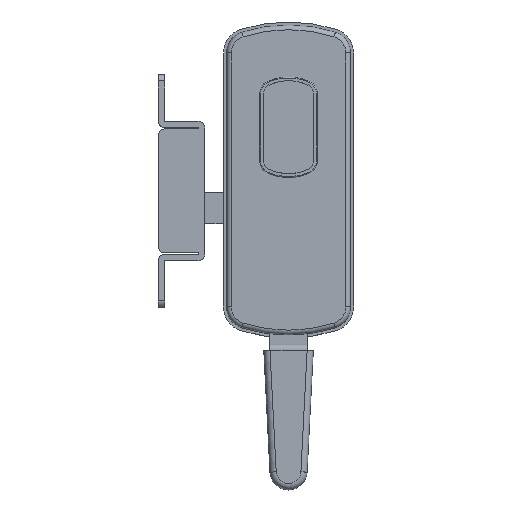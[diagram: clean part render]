
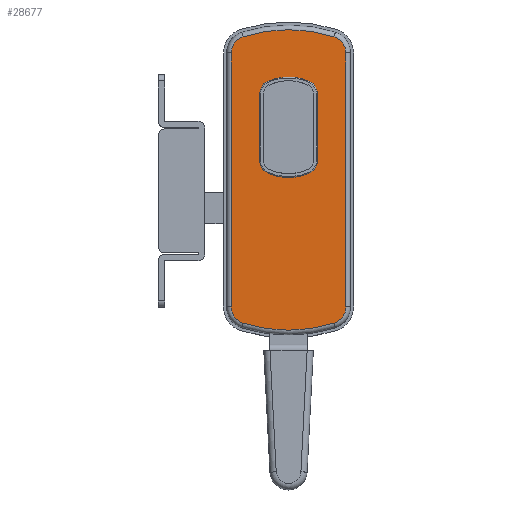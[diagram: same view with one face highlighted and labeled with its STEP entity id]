
A CAD part, top view. The second image highlights one B-rep face of the part: STEP entity #28677.
In plain terms, the highlighted face is planar.
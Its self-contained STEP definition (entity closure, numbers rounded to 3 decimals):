
#266 = ORIENTED_EDGE ( 'NONE', *, *, #21060, .T. ) ;
#299 = VERTEX_POINT ( 'NONE', #957 ) ;
#396 = DIRECTION ( 'NONE',  ( 0., 0., -1. ) ) ;
#397 = DIRECTION ( 'NONE',  ( 0., 0., -1. ) ) ;
#957 = CARTESIAN_POINT ( 'NONE',  ( -14.663, -46.23, 0. ) ) ;
#1058 = ORIENTED_EDGE ( 'NONE', *, *, #14308, .T. ) ;
#1159 = CARTESIAN_POINT ( 'NONE',  ( 18.5, -40.988, 0. ) ) ;
#1572 = VERTEX_POINT ( 'NONE', #9427 ) ;
#1578 = CARTESIAN_POINT ( 'NONE',  ( 13., -40.988, 0. ) ) ;
#1784 = VERTEX_POINT ( 'NONE', #10591 ) ;
#2430 = DIRECTION ( 'NONE',  ( 0., 0., 1. ) ) ;
#2727 = CARTESIAN_POINT ( 'NONE',  ( 13., 40.988, 0. ) ) ;
#2903 = AXIS2_PLACEMENT_3D ( 'NONE', #4567, #6890, #14067 ) ;
#2994 = ORIENTED_EDGE ( 'NONE', *, *, #18499, .T. ) ;
#3285 = DIRECTION ( 'NONE',  ( -1., 0., 0. ) ) ;
#3459 = ORIENTED_EDGE ( 'NONE', *, *, #9555, .T. ) ;
#3565 = DIRECTION ( 'NONE',  ( 0., 0., 1. ) ) ;
#3672 = CARTESIAN_POINT ( 'NONE',  ( 2.05, 27., 0. ) ) ;
#4008 = LINE ( 'NONE', #13973, #26785 ) ;
#4211 = DIRECTION ( 'NONE',  ( 0., 0., -1. ) ) ;
#4365 = FACE_OUTER_BOUND ( 'NONE', #9221, .T. ) ;
#4373 = AXIS2_PLACEMENT_3D ( 'NONE', #5685, #12385, #26511 ) ;
#4464 = ORIENTED_EDGE ( 'NONE', *, *, #23787, .T. ) ;
#4567 = CARTESIAN_POINT ( 'NONE',  ( 0., 27., 0. ) ) ;
#4836 = AXIS2_PLACEMENT_3D ( 'NONE', #11214, #4211, #25190 ) ;
#4909 = CIRCLE ( 'NONE', #2903, 2.05 ) ;
#5106 = EDGE_LOOP ( 'NONE', ( #27320, #13971, #2994, #18101, #20207, #266 ) ) ;
#5169 = AXIS2_PLACEMENT_3D ( 'NONE', #23392, #7071, #8303 ) ;
#5350 = DIRECTION ( 'NONE',  ( -1., 0., 0. ) ) ;
#5685 = CARTESIAN_POINT ( 'NONE',  ( 0., 15., 0. ) ) ;
#5805 = LINE ( 'NONE', #1159, #13835 ) ;
#6141 = CARTESIAN_POINT ( 'NONE',  ( 18.5, 40.988, 0. ) ) ;
#6175 = EDGE_CURVE ( 'NONE', #11768, #22327, #22949, .T. ) ;
#6428 = CARTESIAN_POINT ( 'NONE',  ( -1.5, 12.876, 0. ) ) ;
#6584 = ORIENTED_EDGE ( 'NONE', *, *, #30082, .T. ) ;
#6644 = AXIS2_PLACEMENT_3D ( 'NONE', #17730, #15095, #19591 ) ;
#6763 = CARTESIAN_POINT ( 'NONE',  ( 0., 15., 0. ) ) ;
#6809 = VECTOR ( 'NONE', #7650, 1000. ) ;
#6890 = DIRECTION ( 'NONE',  ( 0., 0., 1. ) ) ;
#6996 = CARTESIAN_POINT ( 'NONE',  ( -1.5, 6.5, 0. ) ) ;
#7071 = DIRECTION ( 'NONE',  ( 0., 0., -1. ) ) ;
#7148 = ORIENTED_EDGE ( 'NONE', *, *, #30166, .T. ) ;
#7405 = CIRCLE ( 'NONE', #26753, 2.6 ) ;
#7650 = DIRECTION ( 'NONE',  ( 0., 1., 0. ) ) ;
#7807 = DIRECTION ( 'NONE',  ( 0., 0., -1. ) ) ;
#7941 = ORIENTED_EDGE ( 'NONE', *, *, #6175, .T. ) ;
#8303 = DIRECTION ( 'NONE',  ( -1., 0., 0. ) ) ;
#8365 = CIRCLE ( 'NONE', #20763, 1.5 ) ;
#8924 = AXIS2_PLACEMENT_3D ( 'NONE', #18247, #17926, #15755 ) ;
#9221 = EDGE_LOOP ( 'NONE', ( #14020, #1058, #14051, #4464, #10126, #3459, #6584, #7941 ) ) ;
#9427 = CARTESIAN_POINT ( 'NONE',  ( -2.6, 15., 0. ) ) ;
#9555 = EDGE_CURVE ( 'NONE', #18963, #21637, #15139, .T. ) ;
#9672 = VERTEX_POINT ( 'NONE', #20268 ) ;
#9880 = VERTEX_POINT ( 'NONE', #18999 ) ;
#10126 = ORIENTED_EDGE ( 'NONE', *, *, #23113, .T. ) ;
#10591 = CARTESIAN_POINT ( 'NONE',  ( -1.5, 6.5, 0. ) ) ;
#10645 = CARTESIAN_POINT ( 'NONE',  ( 1.5, 6.5, 0. ) ) ;
#11153 = CARTESIAN_POINT ( 'NONE',  ( 0., 15., 0. ) ) ;
#11214 = CARTESIAN_POINT ( 'NONE',  ( 0., 0., 0. ) ) ;
#11326 = DIRECTION ( 'NONE',  ( 0., 1., 0. ) ) ;
#11503 = EDGE_CURVE ( 'NONE', #9672, #30497, #28922, .T. ) ;
#11768 = VERTEX_POINT ( 'NONE', #19129 ) ;
#12385 = DIRECTION ( 'NONE',  ( 0., 0., 1. ) ) ;
#12617 = VECTOR ( 'NONE', #30290, 1000. ) ;
#12720 = VERTEX_POINT ( 'NONE', #22885 ) ;
#12828 = CIRCLE ( 'NONE', #4373, 2.6 ) ;
#13619 = DIRECTION ( 'NONE',  ( 1., 0., 0. ) ) ;
#13835 = VECTOR ( 'NONE', #15309, 1000. ) ;
#13971 = ORIENTED_EDGE ( 'NONE', *, *, #14744, .T. ) ;
#13973 = CARTESIAN_POINT ( 'NONE',  ( 1.5, 6.5, 0. ) ) ;
#14020 = ORIENTED_EDGE ( 'NONE', *, *, #28734, .T. ) ;
#14051 = ORIENTED_EDGE ( 'NONE', *, *, #11503, .T. ) ;
#14067 = DIRECTION ( 'NONE',  ( 1., 0., 0. ) ) ;
#14308 = EDGE_CURVE ( 'NONE', #299, #9672, #29165, .T. ) ;
#14705 = CARTESIAN_POINT ( 'NONE',  ( 13., -40.988, 0. ) ) ;
#14744 = EDGE_CURVE ( 'NONE', #1784, #23426, #8365, .T. ) ;
#14800 = CARTESIAN_POINT ( 'NONE',  ( -18.5, 40.988, 0. ) ) ;
#15095 = DIRECTION ( 'NONE',  ( 0., 0., -1. ) ) ;
#15139 = CIRCLE ( 'NONE', #16148, 5.5 ) ;
#15309 = DIRECTION ( 'NONE',  ( 0., -1., 0. ) ) ;
#15740 = DIRECTION ( 'NONE',  ( -1., 0., 0. ) ) ;
#15755 = DIRECTION ( 'NONE',  ( 1., 0., 0. ) ) ;
#15892 = EDGE_CURVE ( 'NONE', #9880, #1572, #7405, .T. ) ;
#16048 = CIRCLE ( 'NONE', #26425, 2.6 ) ;
#16060 = EDGE_CURVE ( 'NONE', #18790, #27049, #29240, .T. ) ;
#16148 = AXIS2_PLACEMENT_3D ( 'NONE', #2727, #396, #24150 ) ;
#16257 = DIRECTION ( 'NONE',  ( 0., 0., 1. ) ) ;
#16596 = CIRCLE ( 'NONE', #5169, 5.5 ) ;
#16769 = ORIENTED_EDGE ( 'NONE', *, *, #16060, .T. ) ;
#17730 = CARTESIAN_POINT ( 'NONE',  ( 0., 0., 0. ) ) ;
#17910 = DIRECTION ( 'NONE',  ( 0., 0., -1. ) ) ;
#17926 = DIRECTION ( 'NONE',  ( 0., 0., 1. ) ) ;
#18101 = ORIENTED_EDGE ( 'NONE', *, *, #29468, .T. ) ;
#18235 = PLANE ( 'NONE',  #24155 ) ;
#18247 = CARTESIAN_POINT ( 'NONE',  ( 0., 27., 0. ) ) ;
#18499 = EDGE_CURVE ( 'NONE', #23426, #12720, #4008, .T. ) ;
#18790 = VERTEX_POINT ( 'NONE', #3672 ) ;
#18963 = VERTEX_POINT ( 'NONE', #20906 ) ;
#18999 = CARTESIAN_POINT ( 'NONE',  ( 2.6, 15., 0. ) ) ;
#19129 = CARTESIAN_POINT ( 'NONE',  ( 18.5, -40.988, 0. ) ) ;
#19591 = DIRECTION ( 'NONE',  ( -1., 0., 0. ) ) ;
#20088 = CARTESIAN_POINT ( 'NONE',  ( -13., -40.988, 0. ) ) ;
#20207 = ORIENTED_EDGE ( 'NONE', *, *, #15892, .T. ) ;
#20233 = CARTESIAN_POINT ( 'NONE',  ( -18.5, 40.988, 0. ) ) ;
#20264 = AXIS2_PLACEMENT_3D ( 'NONE', #20088, #7807, #3285 ) ;
#20268 = CARTESIAN_POINT ( 'NONE',  ( -18.5, -40.988, 0. ) ) ;
#20724 = EDGE_LOOP ( 'NONE', ( #7148, #16769 ) ) ;
#20763 = AXIS2_PLACEMENT_3D ( 'NONE', #22046, #3565, #22515 ) ;
#20906 = CARTESIAN_POINT ( 'NONE',  ( 14.663, 46.23, 0. ) ) ;
#21060 = EDGE_CURVE ( 'NONE', #1572, #30137, #16048, .T. ) ;
#21637 = VERTEX_POINT ( 'NONE', #6141 ) ;
#22046 = CARTESIAN_POINT ( 'NONE',  ( 0., 6.5, 0. ) ) ;
#22327 = VERTEX_POINT ( 'NONE', #24122 ) ;
#22515 = DIRECTION ( 'NONE',  ( 1., 0., 0. ) ) ;
#22885 = CARTESIAN_POINT ( 'NONE',  ( 1.5, 12.876, 0. ) ) ;
#22949 = CIRCLE ( 'NONE', #25431, 5.5 ) ;
#23003 = CIRCLE ( 'NONE', #6644, 48.5 ) ;
#23113 = EDGE_CURVE ( 'NONE', #23343, #18963, #23003, .T. ) ;
#23116 = CARTESIAN_POINT ( 'NONE',  ( -2.05, 27., 0. ) ) ;
#23343 = VERTEX_POINT ( 'NONE', #24465 ) ;
#23392 = CARTESIAN_POINT ( 'NONE',  ( -13., 40.988, 0. ) ) ;
#23426 = VERTEX_POINT ( 'NONE', #10645 ) ;
#23683 = EDGE_CURVE ( 'NONE', #30137, #1784, #28285, .T. ) ;
#23787 = EDGE_CURVE ( 'NONE', #30497, #23343, #16596, .T. ) ;
#24122 = CARTESIAN_POINT ( 'NONE',  ( 14.663, -46.23, 0. ) ) ;
#24150 = DIRECTION ( 'NONE',  ( -1., 0., 0. ) ) ;
#24155 = AXIS2_PLACEMENT_3D ( 'NONE', #1578, #17910, #15740 ) ;
#24465 = CARTESIAN_POINT ( 'NONE',  ( -14.663, 46.23, 0. ) ) ;
#25190 = DIRECTION ( 'NONE',  ( -1., 0., 0. ) ) ;
#25431 = AXIS2_PLACEMENT_3D ( 'NONE', #14705, #397, #5350 ) ;
#26425 = AXIS2_PLACEMENT_3D ( 'NONE', #6763, #16257, #13619 ) ;
#26511 = DIRECTION ( 'NONE',  ( 1., 0., 0. ) ) ;
#26753 = AXIS2_PLACEMENT_3D ( 'NONE', #11153, #2430, #26752 ) ;
#26752 = DIRECTION ( 'NONE',  ( 1., 0., 0. ) ) ;
#26785 = VECTOR ( 'NONE', #11326, 1000. ) ;
#27049 = VERTEX_POINT ( 'NONE', #23116 ) ;
#27320 = ORIENTED_EDGE ( 'NONE', *, *, #23683, .T. ) ;
#27835 = FACE_BOUND ( 'NONE', #5106, .T. ) ;
#28285 = LINE ( 'NONE', #6996, #12617 ) ;
#28677 = ADVANCED_FACE ( 'NONE', ( #30150, #4365, #27835 ), #18235, .T. ) ;
#28734 = EDGE_CURVE ( 'NONE', #22327, #299, #30130, .T. ) ;
#28922 = LINE ( 'NONE', #14800, #6809 ) ;
#29165 = CIRCLE ( 'NONE', #20264, 5.5 ) ;
#29240 = CIRCLE ( 'NONE', #8924, 2.05 ) ;
#29468 = EDGE_CURVE ( 'NONE', #12720, #9880, #12828, .T. ) ;
#30082 = EDGE_CURVE ( 'NONE', #21637, #11768, #5805, .T. ) ;
#30130 = CIRCLE ( 'NONE', #4836, 48.5 ) ;
#30137 = VERTEX_POINT ( 'NONE', #6428 ) ;
#30150 = FACE_BOUND ( 'NONE', #20724, .T. ) ;
#30166 = EDGE_CURVE ( 'NONE', #27049, #18790, #4909, .T. ) ;
#30290 = DIRECTION ( 'NONE',  ( 0., -1., 0. ) ) ;
#30497 = VERTEX_POINT ( 'NONE', #20233 ) ;
